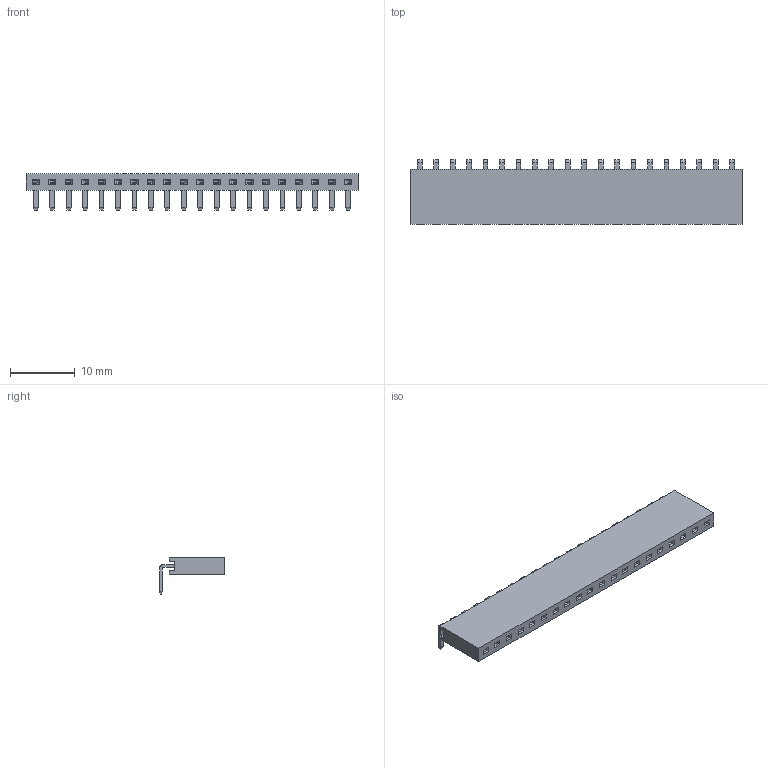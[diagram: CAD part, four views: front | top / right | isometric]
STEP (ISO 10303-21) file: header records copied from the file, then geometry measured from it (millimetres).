
FILE_DESCRIPTION(/* description */ ('Unknown'),/* implementation_level */ '2;1');
FILE_NAME(/* name */ 'J_Wurth_WR-PHD_613020143121',/* time_stamp */ '2025-04-16T17:35:37+08:00',/* author */ ('Unknown'),/* organization */ ('Unknown'),/* preprocessor_version */ 'ST-DEVELOPER v19.4',/* originating_system */ 'Solid Edge',/* authorisation */ 'Unknown');
FILE_SCHEMA (('AUTOMOTIVE_DESIGN {1 0 10303 214 3 1 1}'));
Length unit declared in the file: millimetre
Products named in the file (2): J_Wurth_WR-PHD_613020143121; J_Wurth_WR-PHD_613030143121
Assembly tree (1 placements, depth 2):
  J_Wurth_WR-PHD_613020143121
    J_Wurth_WR-PHD_613030143121
Bounding box: 51.3 x 10 x 5.59 mm (x, y, z)
Volume: 1006.3 mm3; surface area: 2113.6 mm2
Topology: 1 solids, 1 shells, 950 faces, 2404 edges, 1496 vertices
Faces by surface type: plane 830, cylinder 80, bspline 40
Entity records: 35001 total; most frequent: CARTESIAN_POINT 5772, ORIENTED_EDGE 4808, DIRECTION 4308, EDGE_CURVE 2404, LINE 2164, VECTOR 2164, VERTEX_POINT 1496, AXIS2_PLACEMENT_3D 1072
